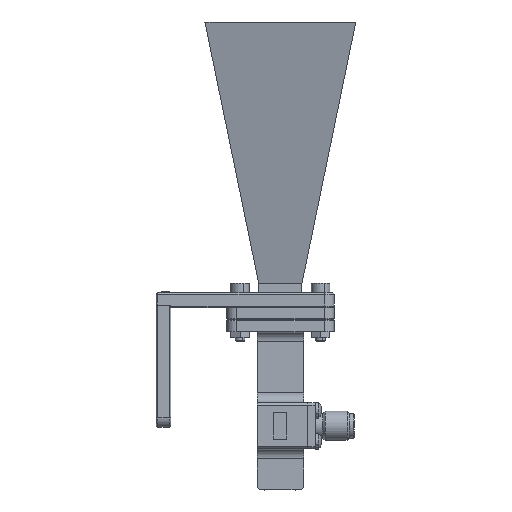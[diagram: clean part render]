
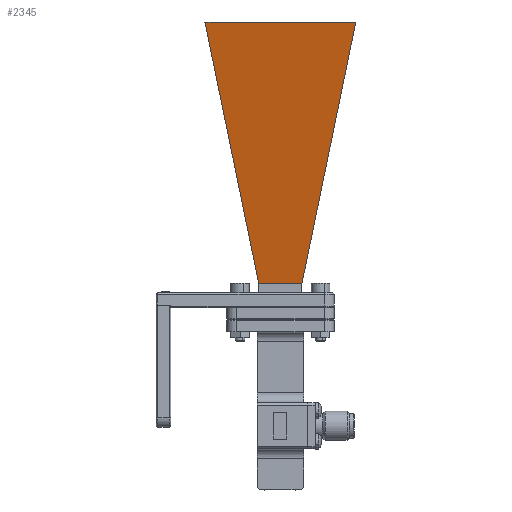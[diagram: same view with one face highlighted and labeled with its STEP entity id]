
A CAD part, front view. The second image highlights one B-rep face of the part: STEP entity #2345.
In plain terms, the highlighted planar face has unit normal (0, -0.979, -0.202).
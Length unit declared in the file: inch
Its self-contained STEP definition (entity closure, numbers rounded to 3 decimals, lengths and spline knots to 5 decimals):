
#447 = CARTESIAN_POINT ( 'NONE',  ( -0.87051, -0.17404, 0.18535 ) ) ;
#543 = ORIENTED_EDGE ( 'NONE', *, *, #10941, .F. ) ;
#837 = LINE ( 'NONE', #5975, #1426 ) ;
#851 = VECTOR ( 'NONE', #3157, 39.37008 ) ;
#1426 = VECTOR ( 'NONE', #11113, 39.37008 ) ;
#1554 = LINE ( 'NONE', #2897, #851 ) ;
#1789 = ORIENTED_EDGE ( 'NONE', *, *, #15964, .T. ) ;
#1801 = CARTESIAN_POINT ( 'NONE',  ( -0.60793, -0.60793, 2.29165 ) ) ;
#1980 = EDGE_CURVE ( 'NONE', #7891, #8345, #11988, .T. ) ;
#2345 = ADVANCED_FACE ( 'NONE', ( #9114 ), #6669, .F. ) ;
#2618 = DIRECTION ( 'NONE',  ( -0.198, 0.198, -0.96 ) ) ;
#2772 = EDGE_LOOP ( 'NONE', ( #9461, #1789, #16397, #543 ) ) ;
#2897 = CARTESIAN_POINT ( 'NONE',  ( -0.37333, -0.37333, 1.15281 ) ) ;
#3063 = DIRECTION ( 'NONE',  ( 1., 0., 0. ) ) ;
#3157 = DIRECTION ( 'NONE',  ( 0.198, 0.198, -0.96 ) ) ;
#3410 = AXIS2_PLACEMENT_3D ( 'NONE', #9272, #11804, #10535 ) ;
#3802 = CARTESIAN_POINT ( 'NONE',  ( 0.37333, -0.37333, 1.15281 ) ) ;
#5975 = CARTESIAN_POINT ( 'NONE',  ( 0., -0.60793, 2.29165 ) ) ;
#6629 = EDGE_CURVE ( 'NONE', #11962, #6785, #837, .T. ) ;
#6669 = PLANE ( 'NONE',  #3410 ) ;
#6785 = VERTEX_POINT ( 'NONE', #14132 ) ;
#7403 = CARTESIAN_POINT ( 'NONE',  ( 0.17404, -0.17404, 0.18535 ) ) ;
#7770 = VECTOR ( 'NONE', #2618, 39.37008 ) ;
#7891 = VERTEX_POINT ( 'NONE', #14520 ) ;
#8345 = VERTEX_POINT ( 'NONE', #7403 ) ;
#9114 = FACE_OUTER_BOUND ( 'NONE', #2772, .T. ) ;
#9272 = CARTESIAN_POINT ( 'NONE',  ( 0., -0.38853, 1.22659 ) ) ;
#9461 = ORIENTED_EDGE ( 'NONE', *, *, #6629, .F. ) ;
#10535 = DIRECTION ( 'NONE',  ( 1., 0., 0. ) ) ;
#10941 = EDGE_CURVE ( 'NONE', #6785, #8345, #15595, .T. ) ;
#11113 = DIRECTION ( 'NONE',  ( 1., 0., 0. ) ) ;
#11804 = DIRECTION ( 'NONE',  ( 0., 0.979, 0.202 ) ) ;
#11962 = VERTEX_POINT ( 'NONE', #1801 ) ;
#11988 = LINE ( 'NONE', #447, #15765 ) ;
#14132 = CARTESIAN_POINT ( 'NONE',  ( 0.60793, -0.60793, 2.29165 ) ) ;
#14520 = CARTESIAN_POINT ( 'NONE',  ( -0.17404, -0.17404, 0.18535 ) ) ;
#15595 = LINE ( 'NONE', #3802, #7770 ) ;
#15765 = VECTOR ( 'NONE', #3063, 39.37008 ) ;
#15964 = EDGE_CURVE ( 'NONE', #11962, #7891, #1554, .T. ) ;
#16397 = ORIENTED_EDGE ( 'NONE', *, *, #1980, .T. ) ;
